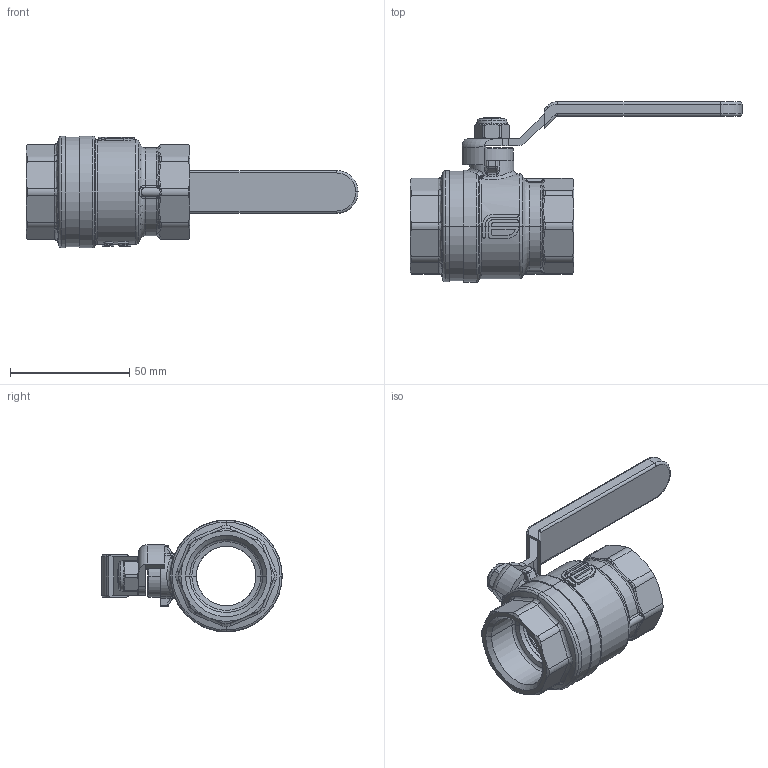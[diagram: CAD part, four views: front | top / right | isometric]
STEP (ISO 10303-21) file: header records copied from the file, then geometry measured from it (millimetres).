
FILE_DESCRIPTION (( 'STEP AP203' ), '1' );
FILE_NAME ('0811N406-surface.step', '2011-08-30T08:14:57', ( ' ' ), ( '' ), 'SwSTEP 2.0', 'SolidWorks 2011', '' );
FILE_SCHEMA (( 'CONFIG_CONTROL_DESIGN' ));
Length unit declared in the file: millimetre
Products named in the file (1): 0811N406-surface
Bounding box: 139.42 x 75.78 x 47 mm (x, y, z)
Surface area: 25376.7 mm2 (no closed solid volume)
Topology: 0 solids, 20 shells, 572 faces, 1766 edges, 1194 vertices
Faces by surface type: plane 236, cylinder 116, bspline 102, cone 58, torus 50, sphere 10
Entity records: 23186 total; most frequent: CARTESIAN_POINT 9044, ORIENTED_EDGE 3108, DIRECTION 2580, EDGE_CURVE 1742, VERTEX_POINT 1194, AXIS2_PLACEMENT_3D 910, VECTOR 760, LINE 760
